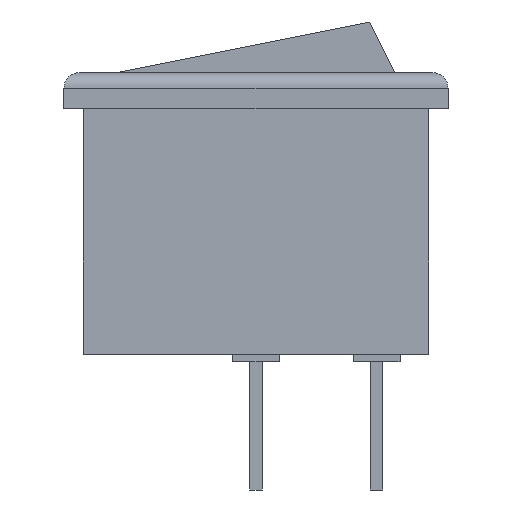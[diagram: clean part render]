
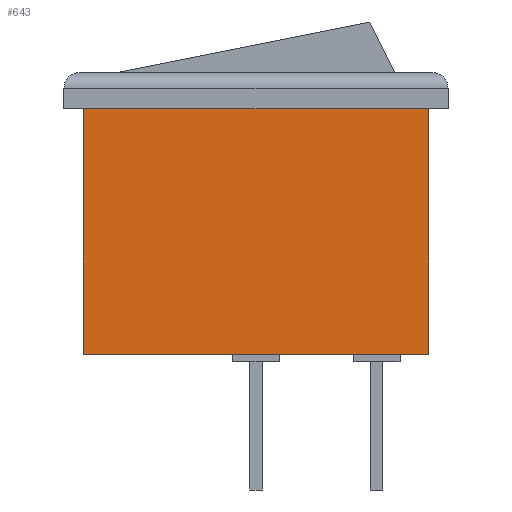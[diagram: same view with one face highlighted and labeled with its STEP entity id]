
A CAD part, front view. The second image highlights one B-rep face of the part: STEP entity #643.
In plain terms, the highlighted planar face has unit normal (0, -1, 0).
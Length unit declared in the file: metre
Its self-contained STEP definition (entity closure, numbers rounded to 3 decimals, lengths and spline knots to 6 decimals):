
#44=ORIENTED_EDGE('',*,*,#222,.F.);
#45=ORIENTED_EDGE('',*,*,#223,.F.);
#46=ORIENTED_EDGE('',*,*,#224,.T.);
#47=ORIENTED_EDGE('',*,*,#225,.T.);
#222=EDGE_CURVE('',#311,#312,#369,.T.);
#223=EDGE_CURVE('',#313,#311,#370,.T.);
#224=EDGE_CURVE('',#313,#314,#371,.T.);
#225=EDGE_CURVE('',#314,#312,#372,.T.);
#311=VERTEX_POINT('',#962);
#312=VERTEX_POINT('',#963);
#313=VERTEX_POINT('',#965);
#314=VERTEX_POINT('',#967);
#369=LINE('',#961,#454);
#370=LINE('',#964,#455);
#371=LINE('',#966,#456);
#372=LINE('',#968,#457);
#454=VECTOR('',#769,1.);
#455=VECTOR('',#770,1.);
#456=VECTOR('',#771,1.);
#457=VECTOR('',#772,1.);
#521=EDGE_LOOP('',(#44,#45,#46,#47));
#566=FACE_BOUND('',#521,.T.);
#608=PLANE('',#695);
#643=ADVANCED_FACE('',(#566),#608,.T.);
#695=AXIS2_PLACEMENT_3D('',#960,#767,#768);
#767=DIRECTION('',(0.,-1.,0.));
#768=DIRECTION('',(1.,0.,0.));
#769=DIRECTION('',(-1.,0.,0.));
#770=DIRECTION('',(0.,0.,-1.));
#771=DIRECTION('',(-1.,0.,0.));
#772=DIRECTION('',(0.,0.,-1.));
#960=CARTESIAN_POINT('',(0.,-0.0045,0.0096));
#961=CARTESIAN_POINT('',(0.,-0.0045,0.));
#962=CARTESIAN_POINT('',(0.00675,-0.0045,0.));
#963=CARTESIAN_POINT('',(-0.00675,-0.0045,0.));
#964=CARTESIAN_POINT('',(0.00675,-0.0045,0.0096));
#965=CARTESIAN_POINT('',(0.00675,-0.0045,0.0096));
#966=CARTESIAN_POINT('',(0.,-0.0045,0.0096));
#967=CARTESIAN_POINT('',(-0.00675,-0.0045,0.0096));
#968=CARTESIAN_POINT('',(-0.00675,-0.0045,0.0096));
